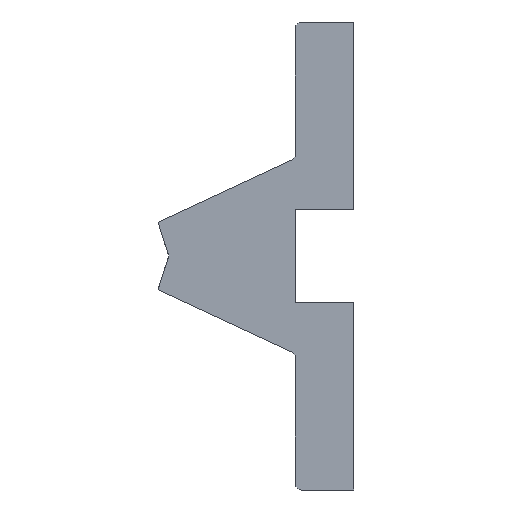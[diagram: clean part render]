
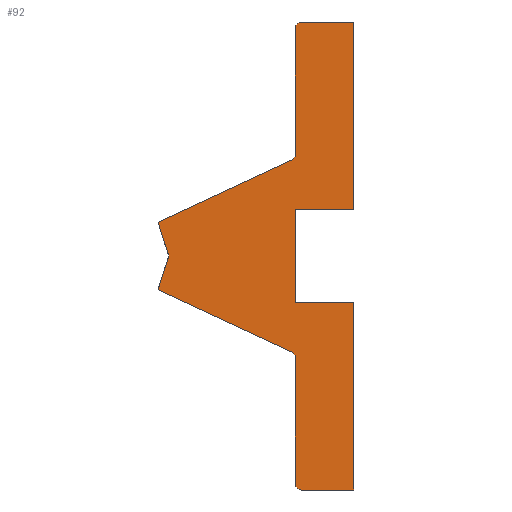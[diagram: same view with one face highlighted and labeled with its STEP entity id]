
A CAD part, left-side view. The second image highlights one B-rep face of the part: STEP entity #92.
In plain terms, the highlighted planar face has unit normal (-1, 0, 0).
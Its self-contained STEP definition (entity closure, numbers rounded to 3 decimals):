
#92 = ADVANCED_FACE( '', ( #217 ), #218, .F. );
#217 = FACE_OUTER_BOUND( '', #366, .T. );
#218 = PLANE( '', #367 );
#366 = EDGE_LOOP( '', ( #605, #606, #607, #608, #609, #610, #611, #612, #613, #614, #615, #616, #617, #618, #619, #620, #621 ) );
#367 = AXIS2_PLACEMENT_3D( '', #622, #623, #624 );
#605 = ORIENTED_EDGE( '', *, *, #843, .F. );
#606 = ORIENTED_EDGE( '', *, *, #844, .F. );
#607 = ORIENTED_EDGE( '', *, *, #845, .T. );
#608 = ORIENTED_EDGE( '', *, *, #846, .F. );
#609 = ORIENTED_EDGE( '', *, *, #796, .F. );
#610 = ORIENTED_EDGE( '', *, *, #770, .F. );
#611 = ORIENTED_EDGE( '', *, *, #847, .F. );
#612 = ORIENTED_EDGE( '', *, *, #848, .T. );
#613 = ORIENTED_EDGE( '', *, *, #822, .F. );
#614 = ORIENTED_EDGE( '', *, *, #849, .F. );
#615 = ORIENTED_EDGE( '', *, *, #756, .F. );
#616 = ORIENTED_EDGE( '', *, *, #786, .F. );
#617 = ORIENTED_EDGE( '', *, *, #761, .F. );
#618 = ORIENTED_EDGE( '', *, *, #850, .F. );
#619 = ORIENTED_EDGE( '', *, *, #851, .F. );
#620 = ORIENTED_EDGE( '', *, *, #834, .F. );
#621 = ORIENTED_EDGE( '', *, *, #840, .F. );
#622 = CARTESIAN_POINT( '', ( 0., 4.5, 19.5 ) );
#623 = DIRECTION( '', ( 1., 0., 0. ) );
#624 = DIRECTION( '', ( 0., 0., -1. ) );
#756 = EDGE_CURVE( '', #883, #884, #885, .T. );
#761 = EDGE_CURVE( '', #892, #893, #894, .T. );
#770 = EDGE_CURVE( '', #908, #910, #911, .T. );
#786 = EDGE_CURVE( '', #893, #883, #940, .T. );
#796 = EDGE_CURVE( '', #910, #951, #952, .T. );
#822 = EDGE_CURVE( '', #996, #997, #998, .T. );
#834 = EDGE_CURVE( '', #1015, #1016, #1017, .T. );
#840 = EDGE_CURVE( '', #1024, #1015, #1025, .T. );
#843 = EDGE_CURVE( '', #1028, #1024, #1029, .T. );
#844 = EDGE_CURVE( '', #1030, #1028, #1031, .T. );
#845 = EDGE_CURVE( '', #1030, #1032, #1033, .T. );
#846 = EDGE_CURVE( '', #951, #1032, #1034, .T. );
#847 = EDGE_CURVE( '', #1035, #908, #1036, .T. );
#848 = EDGE_CURVE( '', #1035, #997, #1037, .T. );
#849 = EDGE_CURVE( '', #884, #996, #1038, .T. );
#850 = EDGE_CURVE( '', #1039, #892, #1040, .T. );
#851 = EDGE_CURVE( '', #1016, #1039, #1041, .T. );
#883 = VERTEX_POINT( '', #1077 );
#884 = VERTEX_POINT( '', #1078 );
#885 = LINE( '', #1079, #1080 );
#892 = VERTEX_POINT( '', #1090 );
#893 = VERTEX_POINT( '', #1091 );
#894 = LINE( '', #1092, #1093 );
#908 = VERTEX_POINT( '', #1112 );
#910 = VERTEX_POINT( '', #1115 );
#911 = LINE( '', #1116, #1117 );
#940 = LINE( '', #1151, #1152 );
#951 = VERTEX_POINT( '', #1164 );
#952 = LINE( '', #1165, #1166 );
#996 = VERTEX_POINT( '', #1220 );
#997 = VERTEX_POINT( '', #1221 );
#998 = LINE( '', #1222, #1223 );
#1015 = VERTEX_POINT( '', #1242 );
#1016 = VERTEX_POINT( '', #1243 );
#1017 = LINE( '', #1244, #1245 );
#1024 = VERTEX_POINT( '', #1254 );
#1025 = LINE( '', #1255, #1256 );
#1028 = VERTEX_POINT( '', #1260 );
#1029 = CIRCLE( '', #1261, 0.5 );
#1030 = VERTEX_POINT( '', #1262 );
#1031 = LINE( '', #1263, #1264 );
#1032 = VERTEX_POINT( '', #1265 );
#1033 = CIRCLE( '', #1266, 0.5 );
#1034 = LINE( '', #1267, #1268 );
#1035 = VERTEX_POINT( '', #1269 );
#1036 = LINE( '', #1270, #1271 );
#1037 = CIRCLE( '', #1272, 0.5 );
#1038 = CIRCLE( '', #1273, 0.5 );
#1039 = VERTEX_POINT( '', #1274 );
#1040 = LINE( '', #1275, #1276 );
#1041 = LINE( '', #1277, #1278 );
#1077 = CARTESIAN_POINT( '', ( 0., 0., -20. ) );
#1078 = CARTESIAN_POINT( '', ( 0., 4.5, -20. ) );
#1079 = CARTESIAN_POINT( '', ( 0., 0., -20. ) );
#1080 = VECTOR( '', #1319, 1000. );
#1090 = CARTESIAN_POINT( '', ( 0., 5., -4. ) );
#1091 = CARTESIAN_POINT( '', ( 0., 0., -4. ) );
#1092 = CARTESIAN_POINT( '', ( 0., 5., -4. ) );
#1093 = VECTOR( '', #1323, 1000. );
#1112 = CARTESIAN_POINT( '', ( 0., 16.747, -2.9 ) );
#1115 = CARTESIAN_POINT( '', ( 0., 15.833, 0. ) );
#1116 = CARTESIAN_POINT( '', ( 0., 16.747, -2.9 ) );
#1117 = VECTOR( '', #1333, 1000. );
#1151 = CARTESIAN_POINT( '', ( 0., 0., -4. ) );
#1152 = VECTOR( '', #1366, 1000. );
#1164 = CARTESIAN_POINT( '', ( 0., 16.747, 2.9 ) );
#1165 = CARTESIAN_POINT( '', ( 0., 15.833, 0. ) );
#1166 = VECTOR( '', #1386, 1000. );
#1220 = CARTESIAN_POINT( '', ( 0., 5., -19.5 ) );
#1221 = CARTESIAN_POINT( '', ( 0., 5., -8.696 ) );
#1222 = CARTESIAN_POINT( '', ( 0., 5., -19.5 ) );
#1223 = VECTOR( '', #1430, 1000. );
#1242 = CARTESIAN_POINT( '', ( 0., 0., 20. ) );
#1243 = CARTESIAN_POINT( '', ( 0., 0., 4. ) );
#1244 = CARTESIAN_POINT( '', ( 0., 0., 20. ) );
#1245 = VECTOR( '', #1448, 1000. );
#1254 = CARTESIAN_POINT( '', ( 0., 4.5, 20. ) );
#1255 = CARTESIAN_POINT( '', ( 0., 4.5, 20. ) );
#1256 = VECTOR( '', #1454, 1000. );
#1260 = CARTESIAN_POINT( '', ( 0., 5., 19.5 ) );
#1261 = AXIS2_PLACEMENT_3D( '', #1456, #1457, #1458 );
#1262 = CARTESIAN_POINT( '', ( 0., 5., 8.696 ) );
#1263 = CARTESIAN_POINT( '', ( 0., 5., 8.696 ) );
#1264 = VECTOR( '', #1459, 1000. );
#1265 = CARTESIAN_POINT( '', ( 0., 5.289, 8.243 ) );
#1266 = AXIS2_PLACEMENT_3D( '', #1460, #1461, #1462 );
#1267 = CARTESIAN_POINT( '', ( 0., 16.747, 2.9 ) );
#1268 = VECTOR( '', #1463, 1000. );
#1269 = CARTESIAN_POINT( '', ( 0., 5.289, -8.243 ) );
#1270 = CARTESIAN_POINT( '', ( 0., 5.289, -8.243 ) );
#1271 = VECTOR( '', #1464, 1000. );
#1272 = AXIS2_PLACEMENT_3D( '', #1465, #1466, #1467 );
#1273 = AXIS2_PLACEMENT_3D( '', #1468, #1469, #1470 );
#1274 = CARTESIAN_POINT( '', ( 0., 5., 4. ) );
#1275 = CARTESIAN_POINT( '', ( 0., 5., 4. ) );
#1276 = VECTOR( '', #1471, 1000. );
#1277 = CARTESIAN_POINT( '', ( 0., 0., 4. ) );
#1278 = VECTOR( '', #1472, 1000. );
#1319 = DIRECTION( '', ( 0., 1., 0. ) );
#1323 = DIRECTION( '', ( 0., -1., 0. ) );
#1333 = DIRECTION( '', ( 0., -0.301, 0.954 ) );
#1366 = DIRECTION( '', ( 0., 0., -1. ) );
#1386 = DIRECTION( '', ( 0., 0.301, 0.954 ) );
#1430 = DIRECTION( '', ( 0., 0., 1. ) );
#1448 = DIRECTION( '', ( 0., 0., -1. ) );
#1454 = DIRECTION( '', ( 0., -1., 0. ) );
#1456 = CARTESIAN_POINT( '', ( 0., 4.5, 19.5 ) );
#1457 = DIRECTION( '', ( 1., 0., 0. ) );
#1458 = DIRECTION( '', ( 0., 0., -1. ) );
#1459 = DIRECTION( '', ( 0., 0., 1. ) );
#1460 = CARTESIAN_POINT( '', ( 0., 5.5, 8.696 ) );
#1461 = DIRECTION( '', ( 1., 0., 0. ) );
#1462 = DIRECTION( '', ( 0., 0., -1. ) );
#1463 = DIRECTION( '', ( 0., -0.906, 0.423 ) );
#1464 = DIRECTION( '', ( 0., 0.906, 0.423 ) );
#1465 = CARTESIAN_POINT( '', ( 0., 5.5, -8.696 ) );
#1466 = DIRECTION( '', ( 1., 0., 0. ) );
#1467 = DIRECTION( '', ( 0., 0., -1. ) );
#1468 = CARTESIAN_POINT( '', ( 0., 4.5, -19.5 ) );
#1469 = DIRECTION( '', ( 1., 0., 0. ) );
#1470 = DIRECTION( '', ( 0., 0., -1. ) );
#1471 = DIRECTION( '', ( 0., 0., -1. ) );
#1472 = DIRECTION( '', ( 0., 1., 0. ) );
